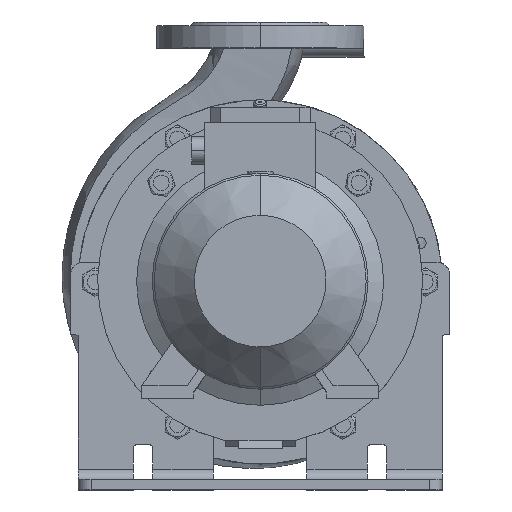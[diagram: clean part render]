
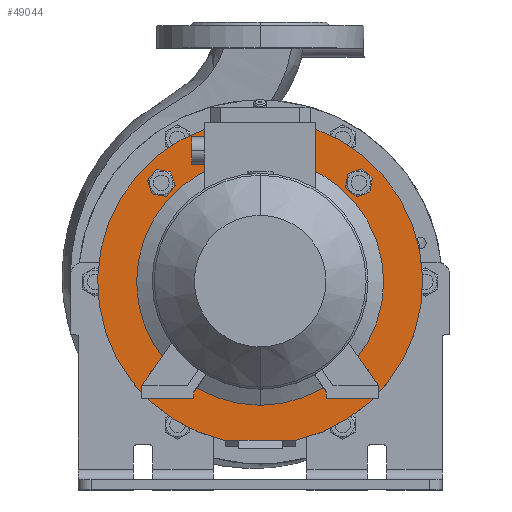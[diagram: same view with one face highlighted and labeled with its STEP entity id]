
A CAD part, top view. The second image highlights one B-rep face of the part: STEP entity #49044.
In plain terms, the highlighted planar face has unit normal (0, 0, 1).
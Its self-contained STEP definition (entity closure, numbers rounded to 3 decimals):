
#86 = EDGE_LOOP ( 'NONE', ( #43542, #33913 ) ) ;
#244 = CARTESIAN_POINT ( 'NONE',  ( -27.221, -122., 176. ) ) ;
#646 = AXIS2_PLACEMENT_3D ( 'NONE', #1448, #36047, #48086 ) ;
#649 = VERTEX_POINT ( 'NONE', #244 ) ;
#822 = CARTESIAN_POINT ( 'NONE',  ( 27.221, -122., 176. ) ) ;
#1057 = CARTESIAN_POINT ( 'NONE',  ( -67.126, 74.447, 176. ) ) ;
#1448 = CARTESIAN_POINT ( 'NONE',  ( 0., 0., 176. ) ) ;
#1544 = VERTEX_POINT ( 'NONE', #11229 ) ;
#1885 = VERTEX_POINT ( 'NONE', #6956 ) ;
#2198 = CARTESIAN_POINT ( 'NONE',  ( 77.581, 84.902, 176. ) ) ;
#2388 = AXIS2_PLACEMENT_3D ( 'NONE', #33456, #46464, #38152 ) ;
#4610 = EDGE_CURVE ( 'NONE', #19550, #8264, #8385, .T. ) ;
#4853 = VERTEX_POINT ( 'NONE', #5713 ) ;
#5553 = ORIENTED_EDGE ( 'NONE', *, *, #18888, .F. ) ;
#5713 = CARTESIAN_POINT ( 'NONE',  ( 0., 125., 176. ) ) ;
#6228 = AXIS2_PLACEMENT_3D ( 'NONE', #24050, #19997, #37067 ) ;
#6234 = CIRCLE ( 'NONE', #38453, 125. ) ;
#6942 = EDGE_CURVE ( 'NONE', #40366, #1885, #42081, .T. ) ;
#6956 = CARTESIAN_POINT ( 'NONE',  ( 84.902, -77.581, 176. ) ) ;
#8264 = VERTEX_POINT ( 'NONE', #20576 ) ;
#8385 = CIRCLE ( 'NONE', #49968, 9.025 ) ;
#8477 = AXIS2_PLACEMENT_3D ( 'NONE', #24993, #33528, #9096 ) ;
#8491 = ORIENTED_EDGE ( 'NONE', *, *, #46707, .T. ) ;
#9096 = DIRECTION ( 'NONE',  ( 0., -1., 0. ) ) ;
#9284 = EDGE_LOOP ( 'NONE', ( #46028, #8491 ) ) ;
#10033 = FACE_BOUND ( 'NONE', #86, .T. ) ;
#10472 = CIRCLE ( 'NONE', #41027, 9.025 ) ;
#10793 = ORIENTED_EDGE ( 'NONE', *, *, #6942, .F. ) ;
#10877 = EDGE_CURVE ( 'NONE', #11695, #41163, #27048, .T. ) ;
#11229 = CARTESIAN_POINT ( 'NONE',  ( -77.581, -84.902, 176. ) ) ;
#11553 = CARTESIAN_POINT ( 'NONE',  ( -76.014, 76.014, 176. ) ) ;
#11642 = DIRECTION ( 'NONE',  ( 0., 0., 1. ) ) ;
#11695 = VERTEX_POINT ( 'NONE', #26271 ) ;
#12062 = FACE_BOUND ( 'NONE', #36680, .T. ) ;
#13001 = EDGE_CURVE ( 'NONE', #54418, #50315, #34907, .T. ) ;
#13088 = CIRCLE ( 'NONE', #8477, 9.025 ) ;
#13953 = EDGE_CURVE ( 'NONE', #1885, #40366, #22995, .T. ) ;
#14052 = VECTOR ( 'NONE', #53703, 1000. ) ;
#14238 = DIRECTION ( 'NONE',  ( 0., 0., 1. ) ) ;
#14283 = AXIS2_PLACEMENT_3D ( 'NONE', #42946, #25834, #30087 ) ;
#14667 = ORIENTED_EDGE ( 'NONE', *, *, #29628, .F. ) ;
#14728 = ORIENTED_EDGE ( 'NONE', *, *, #13953, .F. ) ;
#15231 = DIRECTION ( 'NONE',  ( 0., 0., -1. ) ) ;
#15388 = LINE ( 'NONE', #32292, #14052 ) ;
#16417 = CARTESIAN_POINT ( 'NONE',  ( 67.126, -74.447, 176. ) ) ;
#16926 = EDGE_CURVE ( 'NONE', #649, #39351, #15388, .T. ) ;
#17076 = EDGE_CURVE ( 'NONE', #4853, #39351, #47183, .T. ) ;
#18755 = CARTESIAN_POINT ( 'NONE',  ( -76.014, 76.014, 176. ) ) ;
#18820 = DIRECTION ( 'NONE',  ( 0., -1., 0. ) ) ;
#18888 = EDGE_CURVE ( 'NONE', #1544, #30910, #27590, .T. ) ;
#19498 = CARTESIAN_POINT ( 'NONE',  ( 0., -95., 176. ) ) ;
#19550 = VERTEX_POINT ( 'NONE', #1057 ) ;
#19696 = CARTESIAN_POINT ( 'NONE',  ( 74.447, 67.126, 176. ) ) ;
#19997 = DIRECTION ( 'NONE',  ( 0., 0., 1. ) ) ;
#20576 = CARTESIAN_POINT ( 'NONE',  ( -84.902, 77.581, 176. ) ) ;
#21228 = CARTESIAN_POINT ( 'NONE',  ( 0., 0., 176. ) ) ;
#22551 = ORIENTED_EDGE ( 'NONE', *, *, #16926, .T. ) ;
#22995 = CIRCLE ( 'NONE', #6228, 9.025 ) ;
#23006 = DIRECTION ( 'NONE',  ( 0., -1., 0. ) ) ;
#23033 = DIRECTION ( 'NONE',  ( 0., -1., 0. ) ) ;
#24050 = CARTESIAN_POINT ( 'NONE',  ( 76.014, -76.014, 176. ) ) ;
#24993 = CARTESIAN_POINT ( 'NONE',  ( 76.014, 76.014, 176. ) ) ;
#25834 = DIRECTION ( 'NONE',  ( 0., 0., -1. ) ) ;
#26075 = AXIS2_PLACEMENT_3D ( 'NONE', #39643, #14238, #35539 ) ;
#26271 = CARTESIAN_POINT ( 'NONE',  ( 0., 95., 176. ) ) ;
#27048 = CIRCLE ( 'NONE', #14283, 95. ) ;
#27244 = CARTESIAN_POINT ( 'NONE',  ( 76.014, 76.014, 176. ) ) ;
#27590 = CIRCLE ( 'NONE', #26075, 9.025 ) ;
#29628 = EDGE_CURVE ( 'NONE', #649, #4853, #6234, .T. ) ;
#30087 = DIRECTION ( 'NONE',  ( 0., 1., 0. ) ) ;
#30599 = CIRCLE ( 'NONE', #30716, 9.025 ) ;
#30716 = AXIS2_PLACEMENT_3D ( 'NONE', #18755, #15231, #23006 ) ;
#30910 = VERTEX_POINT ( 'NONE', #36810 ) ;
#30931 = ORIENTED_EDGE ( 'NONE', *, *, #17076, .F. ) ;
#31280 = ORIENTED_EDGE ( 'NONE', *, *, #10877, .T. ) ;
#31759 = AXIS2_PLACEMENT_3D ( 'NONE', #27244, #52938, #23033 ) ;
#32292 = CARTESIAN_POINT ( 'NONE',  ( -125., -122., 176. ) ) ;
#33382 = DIRECTION ( 'NONE',  ( 0., 1., 0. ) ) ;
#33456 = CARTESIAN_POINT ( 'NONE',  ( 0., 125., 176. ) ) ;
#33528 = DIRECTION ( 'NONE',  ( 0., 0., 1. ) ) ;
#33913 = ORIENTED_EDGE ( 'NONE', *, *, #43138, .F. ) ;
#34040 = EDGE_LOOP ( 'NONE', ( #22551, #30931, #14667 ) ) ;
#34563 = FACE_BOUND ( 'NONE', #34717, .T. ) ;
#34717 = EDGE_LOOP ( 'NONE', ( #50882, #5553 ) ) ;
#34907 = CIRCLE ( 'NONE', #31759, 9.025 ) ;
#35539 = DIRECTION ( 'NONE',  ( 0., -1., 0. ) ) ;
#36047 = DIRECTION ( 'NONE',  ( 0., 0., -1. ) ) ;
#36680 = EDGE_LOOP ( 'NONE', ( #31280, #40495 ) ) ;
#36810 = CARTESIAN_POINT ( 'NONE',  ( -74.447, -67.126, 176. ) ) ;
#37067 = DIRECTION ( 'NONE',  ( 0., -1., 0. ) ) ;
#37164 = DIRECTION ( 'NONE',  ( 0., 0., -1. ) ) ;
#37435 = CARTESIAN_POINT ( 'NONE',  ( -76.014, -76.014, 176. ) ) ;
#38152 = DIRECTION ( 'NONE',  ( 0., -1., 0. ) ) ;
#38453 = AXIS2_PLACEMENT_3D ( 'NONE', #21228, #54998, #38511 ) ;
#38511 = DIRECTION ( 'NONE',  ( 0., 1., 0. ) ) ;
#38614 = FACE_BOUND ( 'NONE', #9284, .T. ) ;
#39351 = VERTEX_POINT ( 'NONE', #822 ) ;
#39611 = EDGE_CURVE ( 'NONE', #41163, #11695, #55107, .T. ) ;
#39643 = CARTESIAN_POINT ( 'NONE',  ( -76.014, -76.014, 176. ) ) ;
#40366 = VERTEX_POINT ( 'NONE', #16417 ) ;
#40495 = ORIENTED_EDGE ( 'NONE', *, *, #39611, .T. ) ;
#40500 = EDGE_CURVE ( 'NONE', #30910, #1544, #10472, .T. ) ;
#41027 = AXIS2_PLACEMENT_3D ( 'NONE', #37435, #11642, #41522 ) ;
#41163 = VERTEX_POINT ( 'NONE', #19498 ) ;
#41522 = DIRECTION ( 'NONE',  ( 0., -1., 0. ) ) ;
#42081 = CIRCLE ( 'NONE', #51920, 9.025 ) ;
#42946 = CARTESIAN_POINT ( 'NONE',  ( 0., 0., 176. ) ) ;
#43138 = EDGE_CURVE ( 'NONE', #50315, #54418, #13088, .T. ) ;
#43542 = ORIENTED_EDGE ( 'NONE', *, *, #13001, .F. ) ;
#44171 = CARTESIAN_POINT ( 'NONE',  ( 76.014, -76.014, 176. ) ) ;
#45673 = DIRECTION ( 'NONE',  ( 0., -1., 0. ) ) ;
#46028 = ORIENTED_EDGE ( 'NONE', *, *, #4610, .T. ) ;
#46464 = DIRECTION ( 'NONE',  ( 0., 0., 1. ) ) ;
#46548 = FACE_OUTER_BOUND ( 'NONE', #34040, .T. ) ;
#46649 = PLANE ( 'NONE',  #2388 ) ;
#46707 = EDGE_CURVE ( 'NONE', #8264, #19550, #30599, .T. ) ;
#47183 = CIRCLE ( 'NONE', #54179, 125. ) ;
#48086 = DIRECTION ( 'NONE',  ( 0., 1., 0. ) ) ;
#49044 = ADVANCED_FACE ( 'NONE', ( #38614, #10033, #34563, #54506, #46548, #12062 ), #46649, .T. ) ;
#49784 = CARTESIAN_POINT ( 'NONE',  ( 0., 0., 176. ) ) ;
#49968 = AXIS2_PLACEMENT_3D ( 'NONE', #11553, #54386, #45673 ) ;
#50315 = VERTEX_POINT ( 'NONE', #2198 ) ;
#50882 = ORIENTED_EDGE ( 'NONE', *, *, #40500, .F. ) ;
#51718 = EDGE_LOOP ( 'NONE', ( #10793, #14728 ) ) ;
#51920 = AXIS2_PLACEMENT_3D ( 'NONE', #44171, #52596, #18820 ) ;
#52596 = DIRECTION ( 'NONE',  ( 0., 0., 1. ) ) ;
#52938 = DIRECTION ( 'NONE',  ( 0., 0., 1. ) ) ;
#53703 = DIRECTION ( 'NONE',  ( 1., 0., 0. ) ) ;
#54179 = AXIS2_PLACEMENT_3D ( 'NONE', #49784, #37164, #33382 ) ;
#54386 = DIRECTION ( 'NONE',  ( 0., 0., -1. ) ) ;
#54418 = VERTEX_POINT ( 'NONE', #19696 ) ;
#54506 = FACE_BOUND ( 'NONE', #51718, .T. ) ;
#54998 = DIRECTION ( 'NONE',  ( 0., 0., -1. ) ) ;
#55107 = CIRCLE ( 'NONE', #646, 95. ) ;
